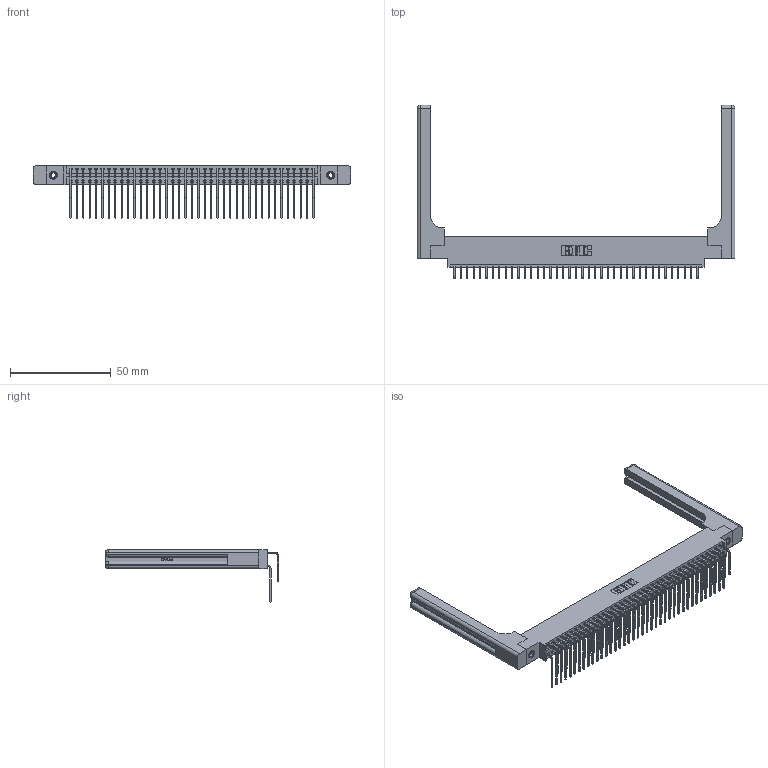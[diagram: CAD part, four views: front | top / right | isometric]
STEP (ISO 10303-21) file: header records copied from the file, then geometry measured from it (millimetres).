
FILE_DESCRIPTION (( 'STEP AP203' ), '1' );
FILE_NAME ('396-078-559-858.STEP', '2019-11-03T12:31:16', ( '' ), ( '' ), 'SwSTEP 2.0', 'SolidWorks 2016', '' );
FILE_SCHEMA (( 'CONFIG_CONTROL_DESIGN' ));
Length unit declared in the file: inch
Products named in the file (6): 345-292-001_558 559 Tail - 1; 396-078-559-858; 346 Part_0.170 Offset - 0.156 Dia-TH; 345-292-001_559 Tail - 2; 346-220-058_345-220-058; 345-250-001_345-250-001-102
Assembly tree (83 placements, depth 2):
  396-078-559-858
    346 Part_0.170 Offset - 0.156 Dia-TH
    345-292-001_558 559 Tail - 1  x39
    345-292-001_559 Tail - 2  x39
    345-250-001_345-250-001-102  x2
    346-220-058_345-220-058  x2
Bounding box: 157.89 x 86.17 x 26.16 mm (x, y, z)
Volume: 23162.2 mm3; surface area: 28800.5 mm2
Topology: 83 solids, 83 shells, 4594 faces, 13565 edges, 8918 vertices
Faces by surface type: plane 3114, cylinder 1420, bspline 36, cone 12, sphere 8, torus 4
Entity records: 32954 total; most frequent: CARTESIAN_POINT 6496, ORIENTED_EDGE 5176, DIRECTION 4680, EDGE_CURVE 2588, LINE 2168, VECTOR 2168, VERTEX_POINT 1714, AXIS2_PLACEMENT_3D 1256
